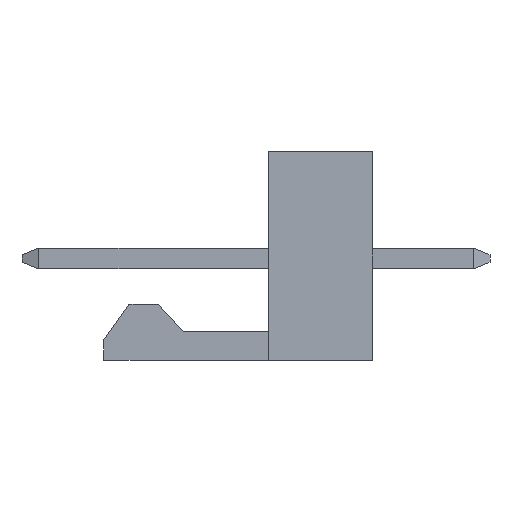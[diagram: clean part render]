
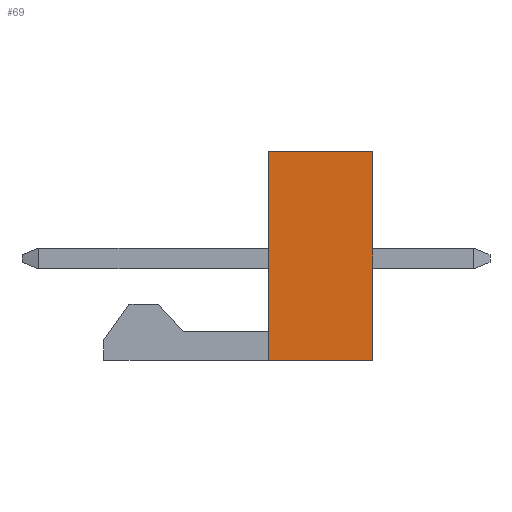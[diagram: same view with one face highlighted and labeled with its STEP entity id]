
A CAD part, left-side view. The second image highlights one B-rep face of the part: STEP entity #69.
In plain terms, the highlighted planar face has unit normal (-1, 0, 0).
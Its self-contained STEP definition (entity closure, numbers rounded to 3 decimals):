
#69=ADVANCED_FACE('',(#290),#291,.F.);
#290=FACE_OUTER_BOUND('',#730,.T.);
#291=PLANE('',#731);
#730=EDGE_LOOP('',(#1170,#1171,#1172,#1173));
#731=AXIS2_PLACEMENT_3D('',#1174,#1175,#1176);
#1170=ORIENTED_EDGE('',*,*,#2786,.F.);
#1171=ORIENTED_EDGE('',*,*,#2787,.F.);
#1172=ORIENTED_EDGE('',*,*,#2788,.F.);
#1173=ORIENTED_EDGE('',*,*,#2789,.F.);
#1174=CARTESIAN_POINT('',(-10.084,0.0,0.0));
#1175=DIRECTION('',(1.0,0.0,0.0));
#1176=DIRECTION('',(0.0,1.0,0.0));
#2786=EDGE_CURVE('',#3328,#3329,#3330,.T.);
#2787=EDGE_CURVE('',#3331,#3328,#3332,.T.);
#2788=EDGE_CURVE('',#3333,#3331,#3334,.T.);
#2789=EDGE_CURVE('',#3329,#3333,#3335,.T.);
#3328=VERTEX_POINT('',#4130);
#3329=VERTEX_POINT('',#4131);
#3330=LINE('',#4132,#4133);
#3331=VERTEX_POINT('',#4134);
#3332=LINE('',#4135,#4136);
#3333=VERTEX_POINT('',#4137);
#3334=LINE('',#4138,#4139);
#3335=LINE('',#4140,#4141);
#4130=CARTESIAN_POINT('',(-10.084,1.588,-3.099));
#4131=CARTESIAN_POINT('',(-10.084,1.588,3.251));
#4132=CARTESIAN_POINT('',(-10.084,1.588,-3.099));
#4133=VECTOR('',#5426,6.35);
#4134=CARTESIAN_POINT('',(-10.084,-1.588,-3.099));
#4135=CARTESIAN_POINT('',(-10.084,-1.588,-3.099));
#4136=VECTOR('',#5427,3.175);
#4137=CARTESIAN_POINT('',(-10.084,-1.588,3.251));
#4138=CARTESIAN_POINT('',(-10.084,-1.588,3.251));
#4139=VECTOR('',#5428,6.35);
#4140=CARTESIAN_POINT('',(-10.084,1.588,3.251));
#4141=VECTOR('',#5429,3.175);
#5426=DIRECTION('',(0.0,0.0,1.0));
#5427=DIRECTION('',(0.0,1.0,0.0));
#5428=DIRECTION('',(0.0,0.0,-1.0));
#5429=DIRECTION('',(0.0,-1.0,0.0));
